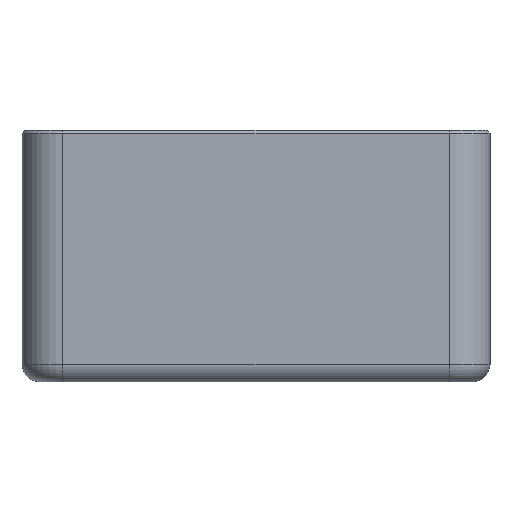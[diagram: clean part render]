
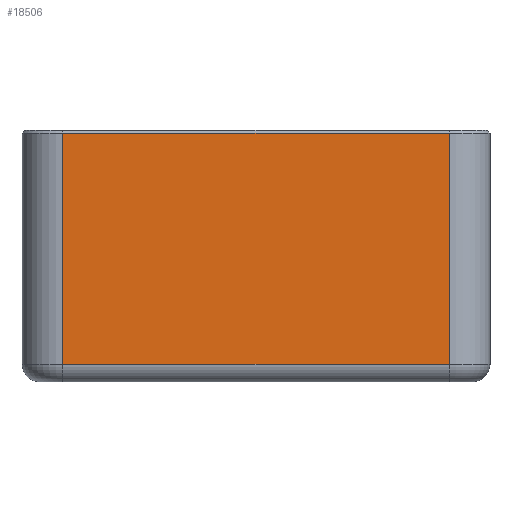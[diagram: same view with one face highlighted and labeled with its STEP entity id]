
A CAD part, front view. The second image highlights one B-rep face of the part: STEP entity #18506.
In plain terms, the highlighted planar face has unit normal (0, -1, 0).
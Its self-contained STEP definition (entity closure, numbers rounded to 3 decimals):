
#2204=PLANE('',#20720);
#3181=FACE_OUTER_BOUND('',#4067,.T.);
#4067=EDGE_LOOP('',(#17010,#17011,#17012,#17013));
#4282=LINE('',#30381,#5322);
#4287=LINE('',#30397,#5327);
#5110=LINE('',#33613,#6150);
#5114=LINE('',#33636,#6154);
#5322=VECTOR('',#23131,10.);
#5327=VECTOR('',#23150,10.);
#6150=VECTOR('',#26807,10.);
#6154=VECTOR('',#26845,10.);
#8912=VERTEX_POINT('',#30375);
#8913=VERTEX_POINT('',#30379);
#8917=VERTEX_POINT('',#30395);
#9731=VERTEX_POINT('',#33611);
#10612=EDGE_CURVE('',#8912,#8913,#4282,.T.);
#10620=EDGE_CURVE('',#8917,#8912,#4287,.T.);
#12154=EDGE_CURVE('',#9731,#8917,#5110,.T.);
#12165=EDGE_CURVE('',#8913,#9731,#5114,.T.);
#17010=ORIENTED_EDGE('',*,*,#10612,.F.);
#17011=ORIENTED_EDGE('',*,*,#10620,.F.);
#17012=ORIENTED_EDGE('',*,*,#12154,.F.);
#17013=ORIENTED_EDGE('',*,*,#12165,.F.);
#18506=ADVANCED_FACE('',(#3181),#2204,.T.);
#20720=AXIS2_PLACEMENT_3D('',#33635,#26843,#26844);
#23131=DIRECTION('',(1.,0.,0.));
#23150=DIRECTION('',(0.,0.,1.));
#26807=DIRECTION('',(-1.,0.,0.));
#26843=DIRECTION('center_axis',(0.,-1.,0.));
#26844=DIRECTION('ref_axis',(1.,0.,0.));
#26845=DIRECTION('',(0.,0.,-1.));
#30375=CARTESIAN_POINT('',(-33.,-60.,42.5));
#30379=CARTESIAN_POINT('',(33.,-60.,42.5));
#30381=CARTESIAN_POINT('',(-20.,-60.,42.5));
#30395=CARTESIAN_POINT('',(-33.,-60.,3.));
#30397=CARTESIAN_POINT('',(-33.,-60.,0.));
#33611=CARTESIAN_POINT('',(33.,-60.,3.));
#33613=CARTESIAN_POINT('',(-20.,-60.,3.));
#33635=CARTESIAN_POINT('Origin',(-40.,-60.,0.));
#33636=CARTESIAN_POINT('',(33.,-60.,0.));
